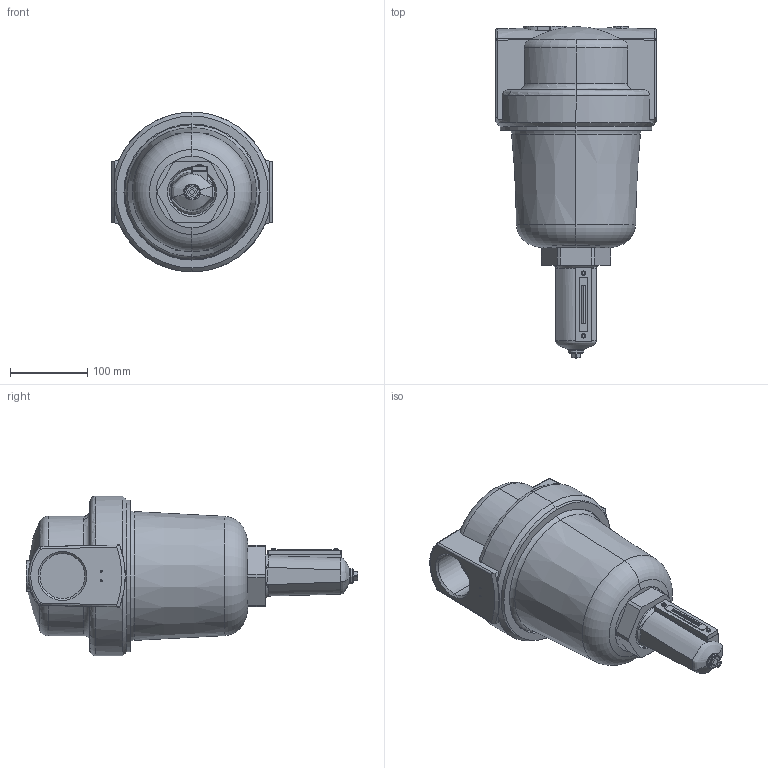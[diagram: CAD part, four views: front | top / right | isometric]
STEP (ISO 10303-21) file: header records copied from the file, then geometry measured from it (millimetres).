
FILE_DESCRIPTION (( 'STEP AP214' ), '1' );
FILE_NAME ('Norgren-F18-C00-A1DA.step', '2019-03-02T20:54:33', ( '' ), ( '' ), 'SwSTEP 2.0', 'SolidWorks 2019', '' );
FILE_SCHEMA (( 'AUTOMOTIVE_DESIGN' ));
Length unit declared in the file: millimetre
Products named in the file (8): Norgren-F18-C00-A1DA_Bowl_Metal sight glass; Norgren-F18-C00-A1DA_Body_2 NPT wo ind; Norgren-F18-C00-A1DA_Auto Drain; Norgren-F18-C00-A1DA; Norgren-F18-C00-A1DA_Nut-retainer; Norgren-F18-C00-A1DA_Tube glass; Norgren-F18-C00-A1DA_Sight glass; Norgren-F18-C00-A1DA_Intermediate_Standard
Assembly tree (7 placements, depth 2):
  Norgren-F18-C00-A1DA
    Norgren-F18-C00-A1DA_Body_2 NPT wo ind
    Norgren-F18-C00-A1DA_Intermediate_Standard
    Norgren-F18-C00-A1DA_Bowl_Metal sight glass
    Norgren-F18-C00-A1DA_Sight glass
    Norgren-F18-C00-A1DA_Tube glass
    Norgren-F18-C00-A1DA_Auto Drain
    Norgren-F18-C00-A1DA_Nut-retainer
Bounding box: 208.8 x 430.73 x 207.3 mm (x, y, z)
Volume: 2915828.2 mm3; surface area: 474774.7 mm2
Topology: 7 solids, 7 shells, 322 faces, 757 edges, 480 vertices
Faces by surface type: plane 119, cylinder 110, cone 54, torus 23, bspline 10, sphere 6
Entity records: 11282 total; most frequent: CARTESIAN_POINT 3522, DIRECTION 1613, ORIENTED_EDGE 1514, EDGE_CURVE 757, AXIS2_PLACEMENT_3D 652, VERTEX_POINT 480, EDGE_LOOP 363, CIRCLE 330
